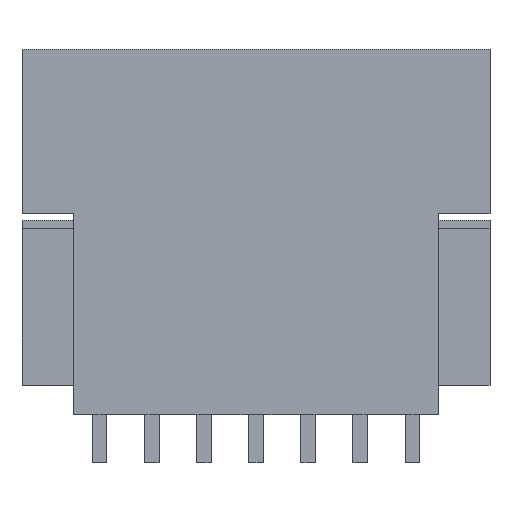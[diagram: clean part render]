
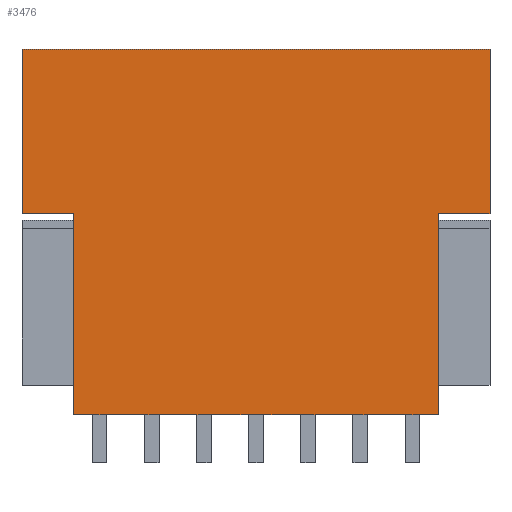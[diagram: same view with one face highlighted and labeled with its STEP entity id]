
A CAD part, front view. The second image highlights one B-rep face of the part: STEP entity #3476.
In plain terms, the highlighted planar face has unit normal (0, -1, 0).
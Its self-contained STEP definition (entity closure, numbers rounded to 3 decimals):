
#3397=AXIS2_PLACEMENT_3D('Plane Axis2P3D',#3394,#3395,#3396) ;
#3170=CARTESIAN_POINT('Line Origine',(23.875,0.,3.2)) ;
#3174=CARTESIAN_POINT('Vertex',(23.3,0.,3.2)) ;
#3176=CARTESIAN_POINT('Vertex',(24.45,0.,3.2)) ;
#3179=CARTESIAN_POINT('Line Origine',(22.7,0.,3.2)) ;
#3183=CARTESIAN_POINT('Vertex',(22.1,0.,3.2)) ;
#3186=CARTESIAN_POINT('Line Origine',(21.525,0.,3.2)) ;
#3190=CARTESIAN_POINT('Vertex',(20.95,0.,3.2)) ;
#3193=CARTESIAN_POINT('Line Origine',(20.375,0.,3.2)) ;
#3197=CARTESIAN_POINT('Vertex',(19.8,0.,3.2)) ;
#3200=CARTESIAN_POINT('Line Origine',(19.2,0.,3.2)) ;
#3204=CARTESIAN_POINT('Vertex',(18.6,0.,3.2)) ;
#3207=CARTESIAN_POINT('Line Origine',(18.025,0.,3.2)) ;
#3211=CARTESIAN_POINT('Vertex',(17.45,0.,3.2)) ;
#3214=CARTESIAN_POINT('Line Origine',(16.875,0.,3.2)) ;
#3218=CARTESIAN_POINT('Vertex',(16.3,0.,3.2)) ;
#3221=CARTESIAN_POINT('Line Origine',(15.7,0.,3.2)) ;
#3225=CARTESIAN_POINT('Vertex',(15.1,0.,3.2)) ;
#3228=CARTESIAN_POINT('Line Origine',(14.525,0.,3.2)) ;
#3232=CARTESIAN_POINT('Vertex',(13.95,0.,3.2)) ;
#3235=CARTESIAN_POINT('Line Origine',(13.375,0.,3.2)) ;
#3239=CARTESIAN_POINT('Vertex',(12.8,0.,3.2)) ;
#3242=CARTESIAN_POINT('Line Origine',(12.2,0.,3.2)) ;
#3246=CARTESIAN_POINT('Vertex',(11.6,0.,3.2)) ;
#3249=CARTESIAN_POINT('Line Origine',(11.025,0.,3.2)) ;
#3253=CARTESIAN_POINT('Vertex',(10.45,0.,3.2)) ;
#3256=CARTESIAN_POINT('Line Origine',(9.875,0.,3.2)) ;
#3260=CARTESIAN_POINT('Vertex',(9.3,0.,3.2)) ;
#3263=CARTESIAN_POINT('Line Origine',(8.7,0.,3.2)) ;
#3267=CARTESIAN_POINT('Vertex',(8.1,0.,3.2)) ;
#3270=CARTESIAN_POINT('Line Origine',(7.525,0.,3.2)) ;
#3274=CARTESIAN_POINT('Vertex',(6.95,0.,3.2)) ;
#3277=CARTESIAN_POINT('Line Origine',(6.375,0.,3.2)) ;
#3281=CARTESIAN_POINT('Vertex',(5.8,0.,3.2)) ;
#3284=CARTESIAN_POINT('Line Origine',(5.2,0.,3.2)) ;
#3288=CARTESIAN_POINT('Vertex',(4.6,0.,3.2)) ;
#3291=CARTESIAN_POINT('Line Origine',(4.025,0.,3.2)) ;
#3295=CARTESIAN_POINT('Vertex',(3.45,0.,3.2)) ;
#3335=CARTESIAN_POINT('Vertex',(27.95,0.,3.2)) ;
#3338=CARTESIAN_POINT('Line Origine',(27.375,0.,3.2)) ;
#3342=CARTESIAN_POINT('Vertex',(26.8,0.,3.2)) ;
#3345=CARTESIAN_POINT('Line Origine',(26.2,0.,3.2)) ;
#3349=CARTESIAN_POINT('Vertex',(25.6,0.,3.2)) ;
#3352=CARTESIAN_POINT('Line Origine',(25.025,0.,3.2)) ;
#3394=CARTESIAN_POINT('Axis2P3D Location',(10.5,0.,3.2)) ;
#3399=CARTESIAN_POINT('Line Origine',(0.,0.,22.225)) ;
#3403=CARTESIAN_POINT('Vertex',(0.,0.,16.7)) ;
#3405=CARTESIAN_POINT('Vertex',(0.,0.,27.75)) ;
#3408=CARTESIAN_POINT('Line Origine',(1.725,0.,16.7)) ;
#3412=CARTESIAN_POINT('Vertex',(3.45,0.,16.7)) ;
#3415=CARTESIAN_POINT('Line Origine',(3.45,0.,9.95)) ;
#3420=CARTESIAN_POINT('Line Origine',(27.95,0.,9.95)) ;
#3424=CARTESIAN_POINT('Vertex',(27.95,0.,16.7)) ;
#3427=CARTESIAN_POINT('Line Origine',(29.675,0.,16.7)) ;
#3431=CARTESIAN_POINT('Vertex',(31.4,0.,16.7)) ;
#3434=CARTESIAN_POINT('Line Origine',(31.4,0.,22.225)) ;
#3438=CARTESIAN_POINT('Vertex',(31.4,0.,27.75)) ;
#3441=CARTESIAN_POINT('Line Origine',(15.7,0.,27.75)) ;
#3171=DIRECTION('Vector Direction',(1.,0.,0.)) ;
#3180=DIRECTION('Vector Direction',(1.,0.,0.)) ;
#3187=DIRECTION('Vector Direction',(1.,0.,0.)) ;
#3194=DIRECTION('Vector Direction',(1.,0.,0.)) ;
#3201=DIRECTION('Vector Direction',(1.,0.,0.)) ;
#3208=DIRECTION('Vector Direction',(1.,0.,0.)) ;
#3215=DIRECTION('Vector Direction',(1.,0.,0.)) ;
#3222=DIRECTION('Vector Direction',(1.,0.,0.)) ;
#3229=DIRECTION('Vector Direction',(1.,0.,0.)) ;
#3236=DIRECTION('Vector Direction',(1.,0.,0.)) ;
#3243=DIRECTION('Vector Direction',(1.,0.,0.)) ;
#3250=DIRECTION('Vector Direction',(1.,0.,0.)) ;
#3257=DIRECTION('Vector Direction',(1.,0.,0.)) ;
#3264=DIRECTION('Vector Direction',(1.,0.,0.)) ;
#3271=DIRECTION('Vector Direction',(1.,0.,0.)) ;
#3278=DIRECTION('Vector Direction',(1.,0.,0.)) ;
#3285=DIRECTION('Vector Direction',(1.,0.,0.)) ;
#3292=DIRECTION('Vector Direction',(1.,0.,0.)) ;
#3339=DIRECTION('Vector Direction',(1.,0.,0.)) ;
#3346=DIRECTION('Vector Direction',(1.,0.,0.)) ;
#3353=DIRECTION('Vector Direction',(1.,0.,0.)) ;
#3395=DIRECTION('Axis2P3D Direction',(0.,1.,0.)) ;
#3396=DIRECTION('Axis2P3D XDirection',(0.,0.,1.)) ;
#3400=DIRECTION('Vector Direction',(0.,0.,1.)) ;
#3409=DIRECTION('Vector Direction',(1.,0.,0.)) ;
#3416=DIRECTION('Vector Direction',(0.,0.,1.)) ;
#3421=DIRECTION('Vector Direction',(0.,0.,1.)) ;
#3428=DIRECTION('Vector Direction',(1.,0.,0.)) ;
#3435=DIRECTION('Vector Direction',(0.,0.,1.)) ;
#3442=DIRECTION('Vector Direction',(1.,0.,0.)) ;
#3172=VECTOR('Line Direction',#3171,1.) ;
#3181=VECTOR('Line Direction',#3180,1.) ;
#3188=VECTOR('Line Direction',#3187,1.) ;
#3195=VECTOR('Line Direction',#3194,1.) ;
#3202=VECTOR('Line Direction',#3201,1.) ;
#3209=VECTOR('Line Direction',#3208,1.) ;
#3216=VECTOR('Line Direction',#3215,1.) ;
#3223=VECTOR('Line Direction',#3222,1.) ;
#3230=VECTOR('Line Direction',#3229,1.) ;
#3237=VECTOR('Line Direction',#3236,1.) ;
#3244=VECTOR('Line Direction',#3243,1.) ;
#3251=VECTOR('Line Direction',#3250,1.) ;
#3258=VECTOR('Line Direction',#3257,1.) ;
#3265=VECTOR('Line Direction',#3264,1.) ;
#3272=VECTOR('Line Direction',#3271,1.) ;
#3279=VECTOR('Line Direction',#3278,1.) ;
#3286=VECTOR('Line Direction',#3285,1.) ;
#3293=VECTOR('Line Direction',#3292,1.) ;
#3340=VECTOR('Line Direction',#3339,1.) ;
#3347=VECTOR('Line Direction',#3346,1.) ;
#3354=VECTOR('Line Direction',#3353,1.) ;
#3401=VECTOR('Line Direction',#3400,1.) ;
#3410=VECTOR('Line Direction',#3409,1.) ;
#3417=VECTOR('Line Direction',#3416,1.) ;
#3422=VECTOR('Line Direction',#3421,1.) ;
#3429=VECTOR('Line Direction',#3428,1.) ;
#3436=VECTOR('Line Direction',#3435,1.) ;
#3443=VECTOR('Line Direction',#3442,1.) ;
#3447=ORIENTED_EDGE('',*,*,#3407,.F.) ;
#3448=ORIENTED_EDGE('',*,*,#3414,.T.) ;
#3449=ORIENTED_EDGE('',*,*,#3419,.F.) ;
#3450=ORIENTED_EDGE('',*,*,#3297,.T.) ;
#3451=ORIENTED_EDGE('',*,*,#3290,.F.) ;
#3452=ORIENTED_EDGE('',*,*,#3283,.T.) ;
#3453=ORIENTED_EDGE('',*,*,#3276,.T.) ;
#3454=ORIENTED_EDGE('',*,*,#3269,.F.) ;
#3455=ORIENTED_EDGE('',*,*,#3262,.T.) ;
#3456=ORIENTED_EDGE('',*,*,#3255,.T.) ;
#3457=ORIENTED_EDGE('',*,*,#3248,.F.) ;
#3458=ORIENTED_EDGE('',*,*,#3241,.T.) ;
#3459=ORIENTED_EDGE('',*,*,#3234,.T.) ;
#3460=ORIENTED_EDGE('',*,*,#3227,.F.) ;
#3461=ORIENTED_EDGE('',*,*,#3220,.T.) ;
#3462=ORIENTED_EDGE('',*,*,#3213,.T.) ;
#3463=ORIENTED_EDGE('',*,*,#3206,.F.) ;
#3464=ORIENTED_EDGE('',*,*,#3199,.T.) ;
#3465=ORIENTED_EDGE('',*,*,#3192,.T.) ;
#3466=ORIENTED_EDGE('',*,*,#3185,.F.) ;
#3467=ORIENTED_EDGE('',*,*,#3178,.T.) ;
#3468=ORIENTED_EDGE('',*,*,#3356,.T.) ;
#3469=ORIENTED_EDGE('',*,*,#3351,.F.) ;
#3470=ORIENTED_EDGE('',*,*,#3344,.T.) ;
#3471=ORIENTED_EDGE('',*,*,#3426,.T.) ;
#3472=ORIENTED_EDGE('',*,*,#3433,.F.) ;
#3473=ORIENTED_EDGE('',*,*,#3440,.T.) ;
#3474=ORIENTED_EDGE('',*,*,#3445,.F.) ;
#3476=ADVANCED_FACE('Housing',(#3475),#3398,.F.) ;
#3178=EDGE_CURVE('',#3175,#3177,#3173,.T.) ;
#3185=EDGE_CURVE('',#3175,#3184,#3182,.F.) ;
#3192=EDGE_CURVE('',#3191,#3184,#3189,.T.) ;
#3199=EDGE_CURVE('',#3198,#3191,#3196,.T.) ;
#3206=EDGE_CURVE('',#3198,#3205,#3203,.F.) ;
#3213=EDGE_CURVE('',#3212,#3205,#3210,.T.) ;
#3220=EDGE_CURVE('',#3219,#3212,#3217,.T.) ;
#3227=EDGE_CURVE('',#3219,#3226,#3224,.F.) ;
#3234=EDGE_CURVE('',#3233,#3226,#3231,.T.) ;
#3241=EDGE_CURVE('',#3240,#3233,#3238,.T.) ;
#3248=EDGE_CURVE('',#3240,#3247,#3245,.F.) ;
#3255=EDGE_CURVE('',#3254,#3247,#3252,.T.) ;
#3262=EDGE_CURVE('',#3261,#3254,#3259,.T.) ;
#3269=EDGE_CURVE('',#3261,#3268,#3266,.F.) ;
#3276=EDGE_CURVE('',#3275,#3268,#3273,.T.) ;
#3283=EDGE_CURVE('',#3282,#3275,#3280,.T.) ;
#3290=EDGE_CURVE('',#3282,#3289,#3287,.F.) ;
#3297=EDGE_CURVE('',#3296,#3289,#3294,.T.) ;
#3344=EDGE_CURVE('',#3343,#3336,#3341,.T.) ;
#3351=EDGE_CURVE('',#3343,#3350,#3348,.F.) ;
#3356=EDGE_CURVE('',#3177,#3350,#3355,.T.) ;
#3407=EDGE_CURVE('',#3404,#3406,#3402,.T.) ;
#3414=EDGE_CURVE('',#3404,#3413,#3411,.T.) ;
#3419=EDGE_CURVE('',#3296,#3413,#3418,.T.) ;
#3426=EDGE_CURVE('',#3336,#3425,#3423,.T.) ;
#3433=EDGE_CURVE('',#3432,#3425,#3430,.F.) ;
#3440=EDGE_CURVE('',#3432,#3439,#3437,.T.) ;
#3445=EDGE_CURVE('',#3406,#3439,#3444,.T.) ;
#3446=EDGE_LOOP('',(#3447,#3448,#3449,#3450,#3451,#3452,#3453,#3454,#3455,#3456,#3457,#3458,#3459,#3460,#3461,#3462,#3463,#3464,#3465,#3466,#3467,#3468,#3469,#3470,#3471,#3472,#3473,#3474)) ;
#3475=FACE_OUTER_BOUND('',#3446,.T.) ;
#3173=LINE('Line',#3170,#3172) ;
#3182=LINE('Line',#3179,#3181) ;
#3189=LINE('Line',#3186,#3188) ;
#3196=LINE('Line',#3193,#3195) ;
#3203=LINE('Line',#3200,#3202) ;
#3210=LINE('Line',#3207,#3209) ;
#3217=LINE('Line',#3214,#3216) ;
#3224=LINE('Line',#3221,#3223) ;
#3231=LINE('Line',#3228,#3230) ;
#3238=LINE('Line',#3235,#3237) ;
#3245=LINE('Line',#3242,#3244) ;
#3252=LINE('Line',#3249,#3251) ;
#3259=LINE('Line',#3256,#3258) ;
#3266=LINE('Line',#3263,#3265) ;
#3273=LINE('Line',#3270,#3272) ;
#3280=LINE('Line',#3277,#3279) ;
#3287=LINE('Line',#3284,#3286) ;
#3294=LINE('Line',#3291,#3293) ;
#3341=LINE('Line',#3338,#3340) ;
#3348=LINE('Line',#3345,#3347) ;
#3355=LINE('Line',#3352,#3354) ;
#3402=LINE('Line',#3399,#3401) ;
#3411=LINE('Line',#3408,#3410) ;
#3418=LINE('Line',#3415,#3417) ;
#3423=LINE('Line',#3420,#3422) ;
#3430=LINE('Line',#3427,#3429) ;
#3437=LINE('Line',#3434,#3436) ;
#3444=LINE('Line',#3441,#3443) ;
#3398=PLANE('',#3397) ;
#3175=VERTEX_POINT('',#3174) ;
#3177=VERTEX_POINT('',#3176) ;
#3184=VERTEX_POINT('',#3183) ;
#3191=VERTEX_POINT('',#3190) ;
#3198=VERTEX_POINT('',#3197) ;
#3205=VERTEX_POINT('',#3204) ;
#3212=VERTEX_POINT('',#3211) ;
#3219=VERTEX_POINT('',#3218) ;
#3226=VERTEX_POINT('',#3225) ;
#3233=VERTEX_POINT('',#3232) ;
#3240=VERTEX_POINT('',#3239) ;
#3247=VERTEX_POINT('',#3246) ;
#3254=VERTEX_POINT('',#3253) ;
#3261=VERTEX_POINT('',#3260) ;
#3268=VERTEX_POINT('',#3267) ;
#3275=VERTEX_POINT('',#3274) ;
#3282=VERTEX_POINT('',#3281) ;
#3289=VERTEX_POINT('',#3288) ;
#3296=VERTEX_POINT('',#3295) ;
#3336=VERTEX_POINT('',#3335) ;
#3343=VERTEX_POINT('',#3342) ;
#3350=VERTEX_POINT('',#3349) ;
#3404=VERTEX_POINT('',#3403) ;
#3406=VERTEX_POINT('',#3405) ;
#3413=VERTEX_POINT('',#3412) ;
#3425=VERTEX_POINT('',#3424) ;
#3432=VERTEX_POINT('',#3431) ;
#3439=VERTEX_POINT('',#3438) ;
